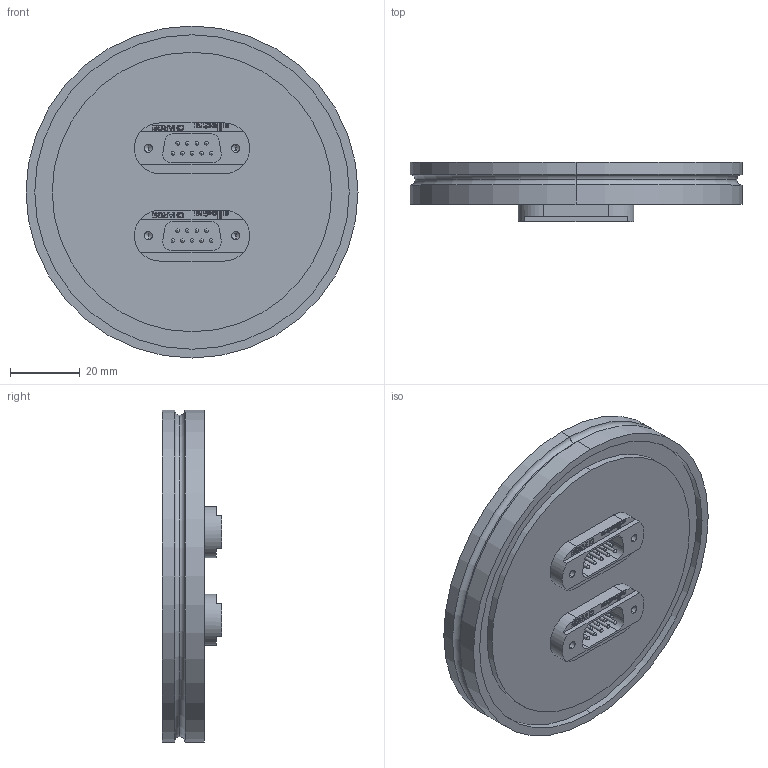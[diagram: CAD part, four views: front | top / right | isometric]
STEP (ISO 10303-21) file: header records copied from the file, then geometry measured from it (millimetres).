
FILE_DESCRIPTION (( 'STEP AP214' ), '1' );
FILE_NAME ('210-D09-ISO63-2.STEP', '2016-03-10T07:18:14', ( 'allectra' ), ( 'Microsoft' ), 'SwSTEP 2.0', 'SolidWorks 2014', '' );
FILE_SCHEMA (( 'AUTOMOTIVE_DESIGN' ));
Length unit declared in the file: millimetre
Products named in the file (26): 9210-PIN-FENI; 9218-D9-37-SS; 9210-D09-ISO63-2; 210-D09-ISO63-2; 218-D9-37-SS_218-D09-SS; 9210-PIN-FENI_Pin vergoldet; 9218-D9-37-SS_9pin 1mm beschr.; 9210-D09-ISO63-2_DN063 ISO-K
Assembly tree (13 placements, depth 3):
  9210-PIN-FENI
  9210-PIN-FENI
  9218-D9-37-SS
  9210-D09-ISO63-2
  9210-PIN-FENI
Bounding box: 95 x 17 x 95 mm (x, y, z)
Volume: 77729.9 mm3; surface area: 27820.4 mm2
Topology: 21 solids, 21 shells, 624 faces, 1692 edges, 1110 vertices
Faces by surface type: plane 298, cylinder 216, bspline 54, sphere 36, cone 16, torus 4
Entity records: 11242 total; most frequent: CARTESIAN_POINT 3361, ORIENTED_EDGE 1538, DIRECTION 1497, EDGE_CURVE 769, VERTEX_POINT 508, LINE 505, VECTOR 505, AXIS2_PLACEMENT_3D 496
